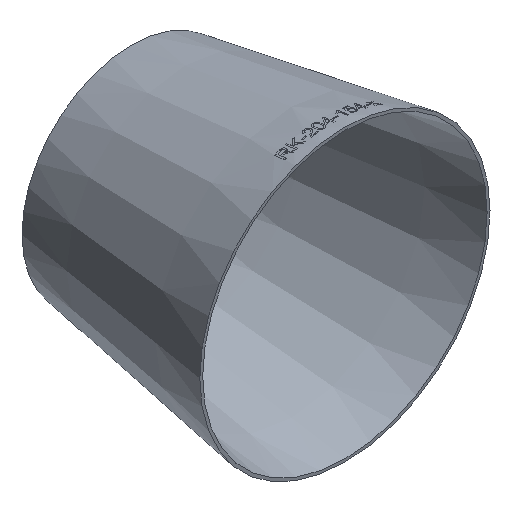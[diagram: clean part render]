
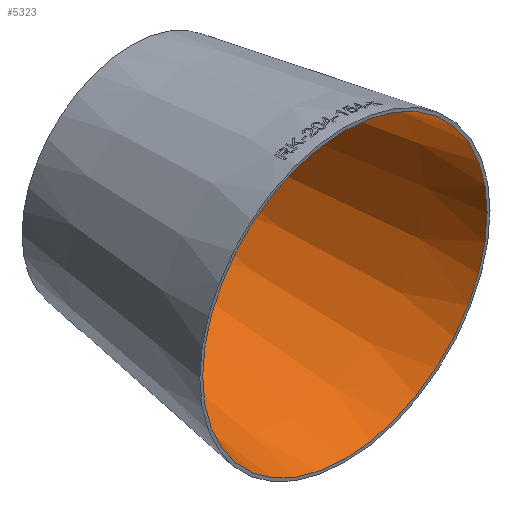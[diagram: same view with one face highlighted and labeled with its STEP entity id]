
A CAD part, isometric view. The second image highlights one B-rep face of the part: STEP entity #5323.
In plain terms, the highlighted conical face has half-angle 9.462 degrees and reference radius 99.972 mm.
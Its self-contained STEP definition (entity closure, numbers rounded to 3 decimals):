
#31 = AXIS2_PLACEMENT_3D ( 'NONE', #8629, #3561, #8797 ) ;
#137 = CARTESIAN_POINT ( 'NONE',  ( 0., 150., -74.972 ) ) ;
#1513 = EDGE_LOOP ( 'NONE', ( #10721 ) ) ;
#2192 = CIRCLE ( 'NONE', #31, 74.972 ) ;
#3561 = DIRECTION ( 'NONE',  ( 0., -1., 0. ) ) ;
#3793 = VERTEX_POINT ( 'NONE', #137 ) ;
#3818 = CIRCLE ( 'NONE', #11396, 99.972 ) ;
#5158 = DIRECTION ( 'NONE',  ( 0., 0., -1. ) ) ;
#5323 = ADVANCED_FACE ( 'NONE', ( #14248, #11621 ), #11322, .F. ) ;
#5736 = CARTESIAN_POINT ( 'NONE',  ( 0., 0., 0. ) ) ;
#7848 = VERTEX_POINT ( 'NONE', #10227 ) ;
#7952 = ORIENTED_EDGE ( 'NONE', *, *, #12450, .F. ) ;
#7957 = DIRECTION ( 'NONE',  ( 0., -1., 0. ) ) ;
#8287 = DIRECTION ( 'NONE',  ( 0., -1., 0. ) ) ;
#8333 = AXIS2_PLACEMENT_3D ( 'NONE', #11709, #7957, #5158 ) ;
#8629 = CARTESIAN_POINT ( 'NONE',  ( 0., 150., 0. ) ) ;
#8797 = DIRECTION ( 'NONE',  ( 0., 0., -1. ) ) ;
#9134 = EDGE_CURVE ( 'NONE', #7848, #7848, #3818, .T. ) ;
#10227 = CARTESIAN_POINT ( 'NONE',  ( 0., 0., -99.972 ) ) ;
#10721 = ORIENTED_EDGE ( 'NONE', *, *, #9134, .T. ) ;
#10741 = DIRECTION ( 'NONE',  ( 0., 0., -1. ) ) ;
#11322 = CONICAL_SURFACE ( 'NONE', #8333, 99.972, 0.165 ) ;
#11396 = AXIS2_PLACEMENT_3D ( 'NONE', #5736, #8287, #10741 ) ;
#11621 = FACE_OUTER_BOUND ( 'NONE', #1513, .T. ) ;
#11709 = CARTESIAN_POINT ( 'NONE',  ( 0., 0., 0. ) ) ;
#11892 = EDGE_LOOP ( 'NONE', ( #7952 ) ) ;
#12450 = EDGE_CURVE ( 'NONE', #3793, #3793, #2192, .T. ) ;
#14248 = FACE_BOUND ( 'NONE', #11892, .T. ) ;
